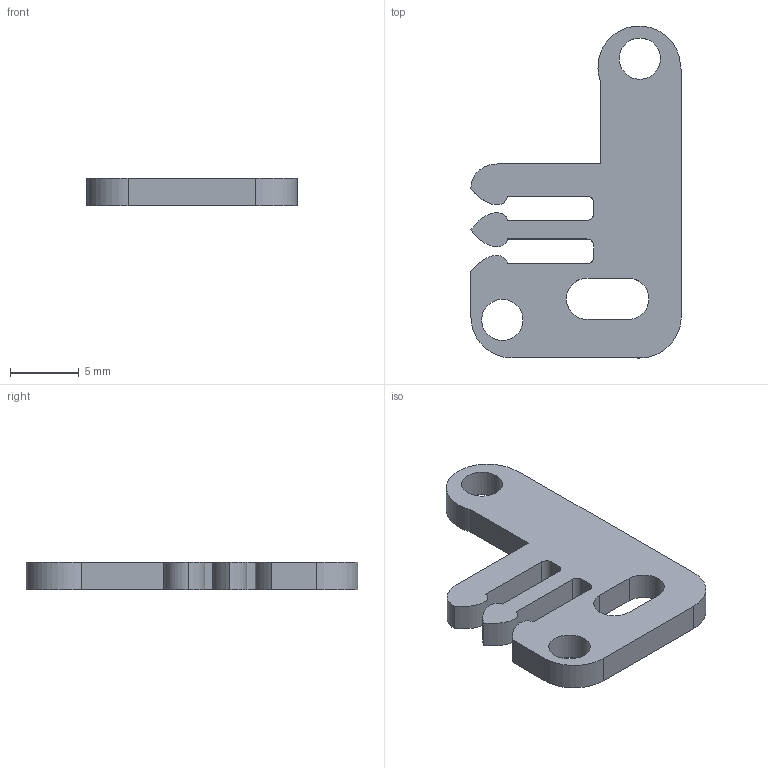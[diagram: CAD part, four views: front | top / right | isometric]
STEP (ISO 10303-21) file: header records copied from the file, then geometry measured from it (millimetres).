
FILE_DESCRIPTION (( 'STEP AP214' ), '1' );
FILE_NAME ('1042-A2P-A.STEP', '2013-05-15T14:41:30', ( '3DAssist' ), ( '' ), 'SwSTEP 2.0', 'SolidWorks 2013', '' );
FILE_SCHEMA (( 'AUTOMOTIVE_DESIGN' ));
Length unit declared in the file: millimetre
Products named in the file (1): 1042-A2P-A
Bounding box: 15.3 x 24.14 x 2 mm (x, y, z)
Volume: 416.7 mm3; surface area: 704.9 mm2
Topology: 1 solids, 1 shells, 36 faces, 104 edges, 70 vertices
Faces by surface type: plane 18, bspline 14, cylinder 4
Full cylindrical faces by diameter (mm): 3 x2
Entity records: 1414 total; most frequent: CARTESIAN_POINT 527, ORIENTED_EDGE 200, DIRECTION 126, EDGE_CURVE 100, VERTEX_POINT 68, VECTOR 64, LINE 64, EDGE_LOOP 44
